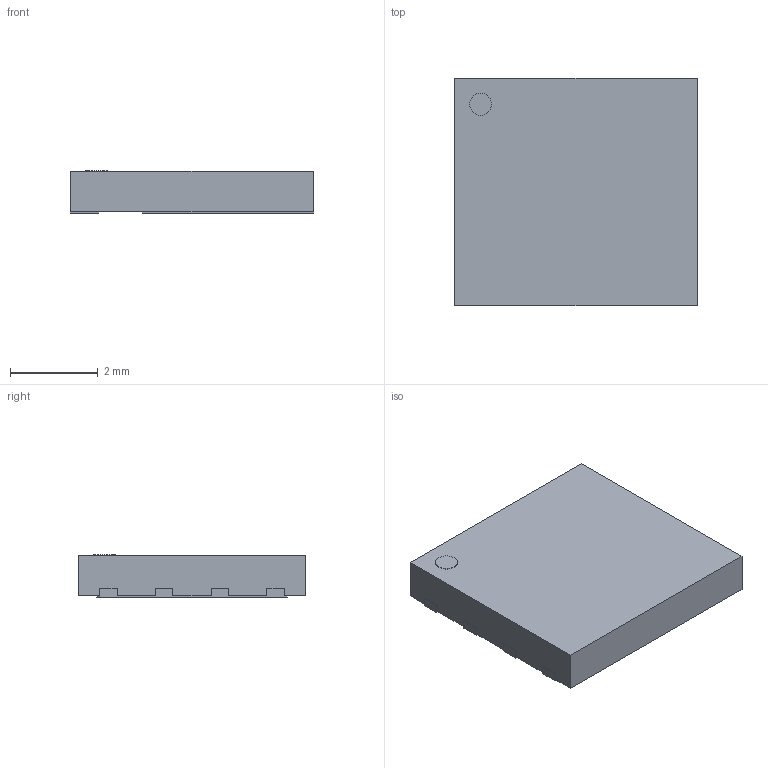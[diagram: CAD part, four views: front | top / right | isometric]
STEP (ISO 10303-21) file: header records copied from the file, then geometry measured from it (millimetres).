
FILE_DESCRIPTION(/* description */ ('model of AO_DFN-8-1EP_5.55x5.2mm_P1.27mm_EP4.12x4.6mm'),/* implementation_level */ '2;1');
FILE_NAME(/* name */ 'AO_DFN-8-1EP_5.55x5.2mm_P1.27mm_EP4.12x4.6mm.step',/* time_stamp */ '2023-01-12T22:49:44',/* author */ ('KiCAD','kicad'),/* organization */ ('OCCT'),/* preprocessor_version */ '',/* originating_system */ 'KiCAD',/* authorisation */ '');
FILE_SCHEMA(('AUTOMOTIVE_DESIGN { 1 0 10303 214 1 1 1 1 }'));
Length unit declared in the file: millimetre
Products named in the file (9): CQ assembly; a4dc038a-92ba-11ed-bd60-83025610b399; a4dc038a-92ba-11ed-bd60-83025610b399_part; a4dc038b-92ba-11ed-bd60-83025610b399; a4dc038b-92ba-11ed-bd60-83025610b399_part; a4dc038c-92ba-11ed-bd60-83025610b399; a4dc038c-92ba-11ed-bd60-83025610b399_part; a4dc038d-92ba-11ed-bd60-83025610b399; a4dc038d-92ba-11ed-bd60-83025610b399_part
Assembly tree (8 placements, depth 4):
  CQ assembly
    a4dc038a-92ba-11ed-bd60-83025610b399
      a4dc038a-92ba-11ed-bd60-83025610b399_part
      a4dc038b-92ba-11ed-bd60-83025610b399
        a4dc038b-92ba-11ed-bd60-83025610b399_part
      a4dc038c-92ba-11ed-bd60-83025610b399
        a4dc038c-92ba-11ed-bd60-83025610b399_part
      a4dc038d-92ba-11ed-bd60-83025610b399
        a4dc038d-92ba-11ed-bd60-83025610b399_part
Bounding box: 5.55 x 5.17 x 0.96 mm (x, y, z)
Volume: 26.9 mm3; surface area: 117.5 mm2
Topology: 7 solids, 7 shells, 109 faces, 285 edges, 190 vertices
Faces by surface type: plane 108, cylinder 1
Full cylindrical faces by diameter (mm): 0.5 x1
Entity records: 3478 total; most frequent: CARTESIAN_POINT 593, ORIENTED_EDGE 570, DIRECTION 523, EDGE_CURVE 285, LINE 283, VECTOR 283, VERTEX_POINT 190, AXIS2_PLACEMENT_3D 120
